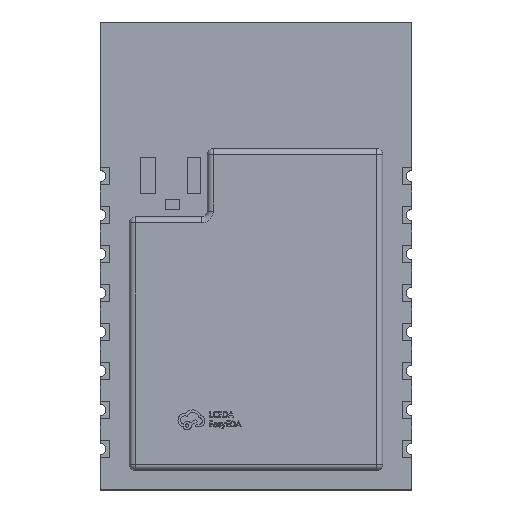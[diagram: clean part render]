
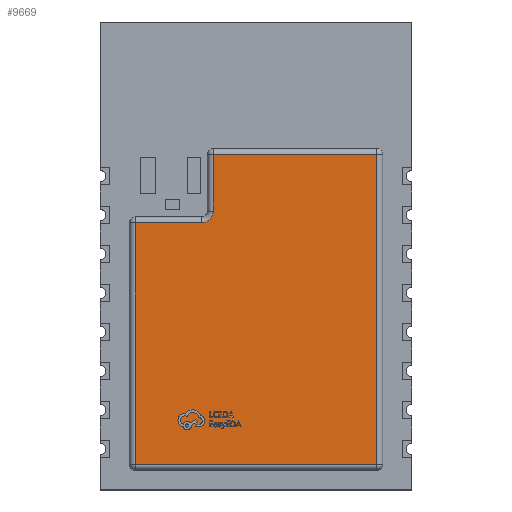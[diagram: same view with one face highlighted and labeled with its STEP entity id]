
A CAD part, top view. The second image highlights one B-rep face of the part: STEP entity #9669.
In plain terms, the highlighted planar face has unit normal (0, 0, 1).
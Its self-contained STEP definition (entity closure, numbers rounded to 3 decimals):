
#211 = CARTESIAN_POINT ( 'NONE',  ( -6.2, 1.7, 2.8 ) ) ;
#1181 = ORIENTED_EDGE ( 'NONE', *, *, #4645, .T. ) ;
#1196 = EDGE_CURVE ( 'NONE', #25204, #1458, #24527, .T. ) ;
#1458 = VERTEX_POINT ( 'NONE', #26338 ) ;
#1756 = LINE ( 'NONE', #21328, #8512 ) ;
#2150 = DIRECTION ( 'NONE',  ( 0., -1., 0. ) ) ;
#2484 = CARTESIAN_POINT ( 'NONE',  ( 0., 0., 2.8 ) ) ;
#2548 = ORIENTED_EDGE ( 'NONE', *, *, #7458, .T. ) ;
#2816 = DIRECTION ( 'NONE',  ( 0., 0., 1. ) ) ;
#4257 = CARTESIAN_POINT ( 'NONE',  ( 6.5, -10.7, 2.8 ) ) ;
#4530 = VECTOR ( 'NONE', #8501, 1000. ) ;
#4594 = PLANE ( 'NONE',  #26120 ) ;
#4645 = EDGE_CURVE ( 'NONE', #4716, #19943, #13615, .T. ) ;
#4716 = VERTEX_POINT ( 'NONE', #16690 ) ;
#4800 = EDGE_CURVE ( 'NONE', #7391, #8950, #23807, .T. ) ;
#6133 = DIRECTION ( 'NONE',  ( -1., 0., 0. ) ) ;
#6255 = LINE ( 'NONE', #4257, #4530 ) ;
#6329 = DIRECTION ( 'NONE',  ( 0., 0., 1. ) ) ;
#6552 = CARTESIAN_POINT ( 'NONE',  ( -2.2, 5.2, 2.8 ) ) ;
#7064 = ORIENTED_EDGE ( 'NONE', *, *, #13829, .T. ) ;
#7391 = VERTEX_POINT ( 'NONE', #211 ) ;
#7458 = EDGE_CURVE ( 'NONE', #8950, #4716, #6255, .T. ) ;
#7718 = EDGE_LOOP ( 'NONE', ( #11853, #7064, #19587, #2548, #1181, #11773, #24013 ) ) ;
#7775 = DIRECTION ( 'NONE',  ( 0., 1., 0. ) ) ;
#8232 = CARTESIAN_POINT ( 'NONE',  ( -6.5, 1.7, 2.8 ) ) ;
#8448 = CARTESIAN_POINT ( 'NONE',  ( -6.2, -10.7, 2.8 ) ) ;
#8501 = DIRECTION ( 'NONE',  ( 1., 0., 0. ) ) ;
#8512 = VECTOR ( 'NONE', #2150, 1000. ) ;
#8745 = CARTESIAN_POINT ( 'NONE',  ( -6.2, -11., 2.8 ) ) ;
#8950 = VERTEX_POINT ( 'NONE', #8448 ) ;
#9443 = CARTESIAN_POINT ( 'NONE',  ( 6.2, 5.2, 2.8 ) ) ;
#9461 = EDGE_CURVE ( 'NONE', #20190, #1458, #1756, .T. ) ;
#9669 = ADVANCED_FACE ( 'NONE', ( #14851 ), #4594, .T. ) ;
#11773 = ORIENTED_EDGE ( 'NONE', *, *, #19835, .T. ) ;
#11853 = ORIENTED_EDGE ( 'NONE', *, *, #1196, .F. ) ;
#12861 = DIRECTION ( 'NONE',  ( 1., 0., 0. ) ) ;
#13189 = LINE ( 'NONE', #15029, #25041 ) ;
#13453 = VECTOR ( 'NONE', #6133, 1000. ) ;
#13615 = LINE ( 'NONE', #18218, #21376 ) ;
#13829 = EDGE_CURVE ( 'NONE', #25204, #7391, #24881, .T. ) ;
#14793 = VECTOR ( 'NONE', #25802, 1000. ) ;
#14851 = FACE_OUTER_BOUND ( 'NONE', #7718, .T. ) ;
#15029 = CARTESIAN_POINT ( 'NONE',  ( -2.5, 5.2, 2.8 ) ) ;
#16690 = CARTESIAN_POINT ( 'NONE',  ( 6.2, -10.7, 2.8 ) ) ;
#18218 = CARTESIAN_POINT ( 'NONE',  ( 6.2, 5.5, 2.8 ) ) ;
#19587 = ORIENTED_EDGE ( 'NONE', *, *, #4800, .T. ) ;
#19835 = EDGE_CURVE ( 'NONE', #19943, #20190, #13189, .T. ) ;
#19943 = VERTEX_POINT ( 'NONE', #9443 ) ;
#20190 = VERTEX_POINT ( 'NONE', #6552 ) ;
#20922 = AXIS2_PLACEMENT_3D ( 'NONE', #21974, #2816, #24552 ) ;
#21328 = CARTESIAN_POINT ( 'NONE',  ( -2.2, 2., 2.8 ) ) ;
#21376 = VECTOR ( 'NONE', #7775, 1000. ) ;
#21703 = DIRECTION ( 'NONE',  ( -1., 0., 0. ) ) ;
#21974 = CARTESIAN_POINT ( 'NONE',  ( -2.8, 2.3, 2.8 ) ) ;
#22900 = CARTESIAN_POINT ( 'NONE',  ( -2.8, 1.7, 2.8 ) ) ;
#23807 = LINE ( 'NONE', #8745, #14793 ) ;
#24013 = ORIENTED_EDGE ( 'NONE', *, *, #9461, .T. ) ;
#24527 = CIRCLE ( 'NONE', #20922, 0.6 ) ;
#24552 = DIRECTION ( 'NONE',  ( 1., 0., 0. ) ) ;
#24881 = LINE ( 'NONE', #8232, #13453 ) ;
#25041 = VECTOR ( 'NONE', #21703, 1000. ) ;
#25204 = VERTEX_POINT ( 'NONE', #22900 ) ;
#25802 = DIRECTION ( 'NONE',  ( 0., -1., 0. ) ) ;
#26120 = AXIS2_PLACEMENT_3D ( 'NONE', #2484, #6329, #12861 ) ;
#26338 = CARTESIAN_POINT ( 'NONE',  ( -2.2, 2.3, 2.8 ) ) ;
